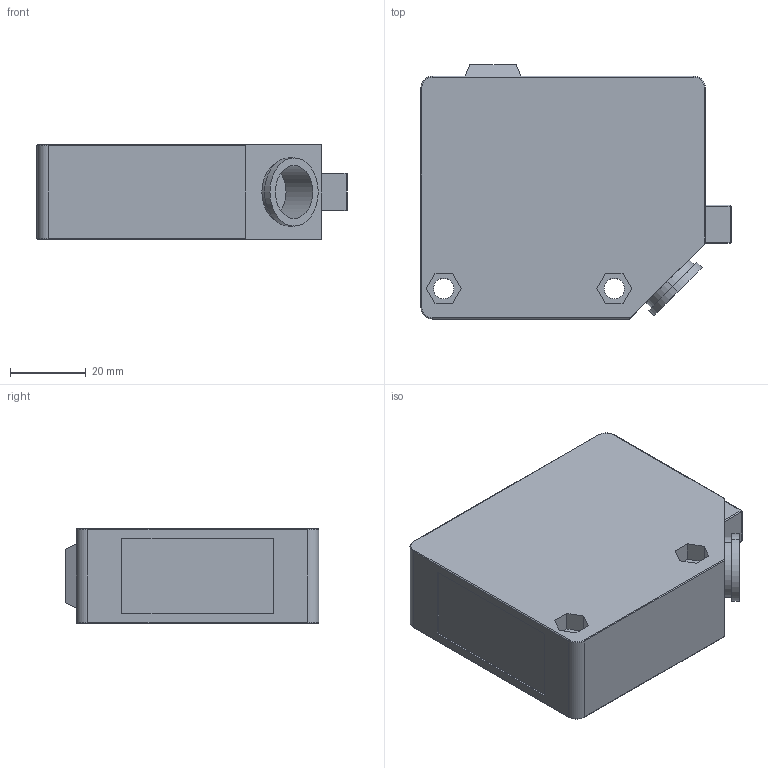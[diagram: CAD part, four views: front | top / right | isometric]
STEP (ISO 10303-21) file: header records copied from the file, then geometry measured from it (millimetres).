
FILE_DESCRIPTION((''),'2;1');
FILE_NAME('LA39_F400335A','2006-01-03T',('Pepperl+Fuchs'),('Industriehansa'),'PRO/ENGINEER BY PARAMETRIC TECHNOLOGY CORPORATION, 2005290','PRO/ENGINEER BY PARAMETRIC TECHNOLOGY CORPORATION, 2005290','');
FILE_SCHEMA(('AUTOMOTIVE_DESIGN_CC2 { 1 2 10303 214 -1 1 5 2 }'));
Length unit declared in the file: millimetre
Products named in the file (1): LA39_F400335A
Bounding box: 81.8 x 67 x 25 mm (x, y, z)
Volume: 113015.9 mm3; surface area: 17945.8 mm2
Topology: 1 solids, 1 shells, 104 faces, 261 edges, 184 vertices
Faces by surface type: plane 57, cylinder 35, torus 6, sphere 6
Entity records: 4104 total; most frequent: CARTESIAN_POINT 542, DIRECTION 533, ORIENTED_EDGE 490, PRESENTATION_STYLE_ASSIGNMENT 282, STYLED_ITEM 273, CURVE_STYLE 264, EDGE_CURVE 245, VECTOR 187
